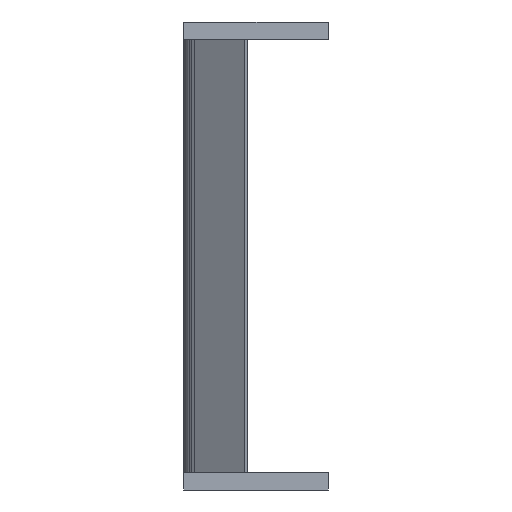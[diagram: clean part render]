
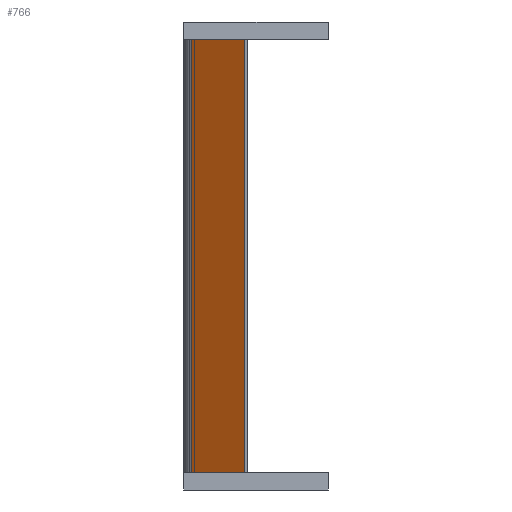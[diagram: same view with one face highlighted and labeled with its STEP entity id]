
A CAD part, left-side view. The second image highlights one B-rep face of the part: STEP entity #766.
In plain terms, the highlighted planar face has unit normal (-0.829, 0.559, 0).
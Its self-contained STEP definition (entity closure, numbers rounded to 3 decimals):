
#12 = CARTESIAN_POINT ( 'NONE',  ( -14.85, -1.322, -75. ) ) ;
#13 = VECTOR ( 'NONE', #522, 1000. ) ;
#23 = ORIENTED_EDGE ( 'NONE', *, *, #508, .F. ) ;
#24 = DIRECTION ( 'NONE',  ( 0.829, -0.559, 0. ) ) ;
#31 = VERTEX_POINT ( 'NONE', #330 ) ;
#35 = LINE ( 'NONE', #553, #788 ) ;
#63 = EDGE_CURVE ( 'NONE', #251, #31, #472, .T. ) ;
#73 = CARTESIAN_POINT ( 'NONE',  ( -14.255, -0.441, -75. ) ) ;
#88 = VERTEX_POINT ( 'NONE', #12 ) ;
#195 = EDGE_CURVE ( 'NONE', #31, #271, #396, .T. ) ;
#199 = ORIENTED_EDGE ( 'NONE', *, *, #443, .F. ) ;
#223 = LINE ( 'NONE', #73, #606 ) ;
#228 = DIRECTION ( 'NONE',  ( 0., 0., 1. ) ) ;
#233 = CARTESIAN_POINT ( 'NONE',  ( -14.255, -0.441, 0. ) ) ;
#251 = VERTEX_POINT ( 'NONE', #866 ) ;
#259 = PLANE ( 'NONE',  #379 ) ;
#271 = VERTEX_POINT ( 'NONE', #605 ) ;
#330 = CARTESIAN_POINT ( 'NONE',  ( -21., -10.441, 0. ) ) ;
#379 = AXIS2_PLACEMENT_3D ( 'NONE', #578, #24, #622 ) ;
#396 = LINE ( 'NONE', #233, #13 ) ;
#411 = VECTOR ( 'NONE', #228, 1000. ) ;
#412 = DIRECTION ( 'NONE',  ( 0.559, 0.829, 0. ) ) ;
#415 = EDGE_LOOP ( 'NONE', ( #846, #199, #23, #619 ) ) ;
#443 = EDGE_CURVE ( 'NONE', #88, #271, #35, .T. ) ;
#461 = DIRECTION ( 'NONE',  ( 0., 0., 1. ) ) ;
#472 = LINE ( 'NONE', #755, #411 ) ;
#508 = EDGE_CURVE ( 'NONE', #251, #88, #223, .T. ) ;
#522 = DIRECTION ( 'NONE',  ( 0.559, 0.829, 0. ) ) ;
#553 = CARTESIAN_POINT ( 'NONE',  ( -14.85, -1.322, -75. ) ) ;
#578 = CARTESIAN_POINT ( 'NONE',  ( -14.255, -0.441, -75. ) ) ;
#605 = CARTESIAN_POINT ( 'NONE',  ( -14.85, -1.322, 0. ) ) ;
#606 = VECTOR ( 'NONE', #412, 1000. ) ;
#619 = ORIENTED_EDGE ( 'NONE', *, *, #63, .T. ) ;
#622 = DIRECTION ( 'NONE',  ( 0.559, 0.829, 0. ) ) ;
#755 = CARTESIAN_POINT ( 'NONE',  ( -21., -10.441, -75. ) ) ;
#766 = ADVANCED_FACE ( 'NONE', ( #833 ), #259, .F. ) ;
#788 = VECTOR ( 'NONE', #461, 1000. ) ;
#833 = FACE_OUTER_BOUND ( 'NONE', #415, .T. ) ;
#846 = ORIENTED_EDGE ( 'NONE', *, *, #195, .T. ) ;
#866 = CARTESIAN_POINT ( 'NONE',  ( -21., -10.441, -75. ) ) ;
